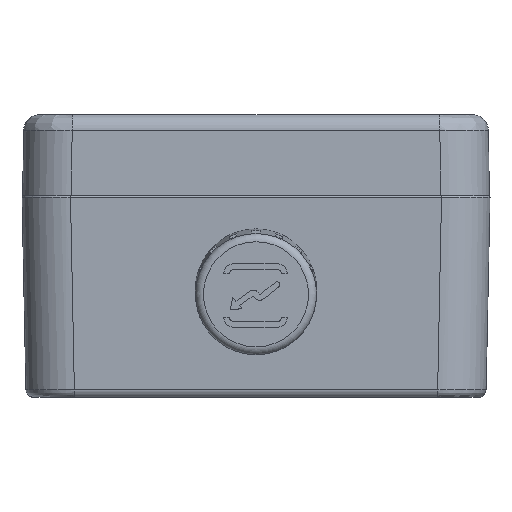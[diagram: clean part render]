
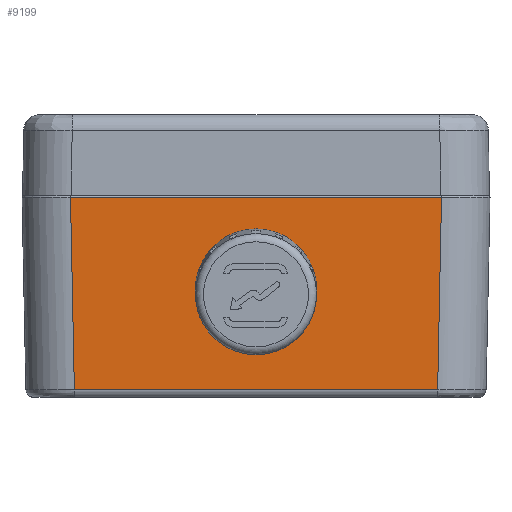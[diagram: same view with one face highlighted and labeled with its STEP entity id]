
A CAD part, front view. The second image highlights one B-rep face of the part: STEP entity #9199.
In plain terms, the highlighted planar face has unit normal (0, -1, -0.02).
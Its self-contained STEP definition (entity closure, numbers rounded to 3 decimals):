
#365=FACE_BOUND('',#1678,.T.);
#586=PLANE('',#10190);
#1097=FACE_OUTER_BOUND('',#1677,.T.);
#1677=EDGE_LOOP('',(#8355,#8356,#8357,#8358));
#1678=EDGE_LOOP('',(#8359));
#1989=CIRCLE('',#9812,4.);
#2711=LINE('',#16944,#3427);
#2741=LINE('',#17262,#3457);
#2751=LINE('',#17566,#3467);
#2956=LINE('',#19550,#3672);
#3427=VECTOR('',#11773,44.937);
#3457=VECTOR('',#11969,45.892);
#3467=VECTOR('',#12011,23.795);
#3672=VECTOR('',#12748,23.795);
#4206=VERTEX_POINT('',#16840);
#4215=VERTEX_POINT('',#16925);
#4219=VERTEX_POINT('',#16942);
#4278=VERTEX_POINT('',#17249);
#4282=VERTEX_POINT('',#17260);
#5327=EDGE_CURVE('',#4206,#4206,#1989,.T.);
#5344=EDGE_CURVE('',#4219,#4215,#2711,.T.);
#5431=EDGE_CURVE('',#4282,#4278,#2741,.T.);
#5451=EDGE_CURVE('',#4278,#4219,#2751,.T.);
#5796=EDGE_CURVE('',#4215,#4282,#2956,.T.);
#8355=ORIENTED_EDGE('',*,*,#5431,.F.);
#8356=ORIENTED_EDGE('',*,*,#5796,.F.);
#8357=ORIENTED_EDGE('',*,*,#5344,.F.);
#8358=ORIENTED_EDGE('',*,*,#5451,.F.);
#8359=ORIENTED_EDGE('',*,*,#5327,.T.);
#9199=ADVANCED_FACE('',(#1097,#365),#586,.T.);
#9812=AXIS2_PLACEMENT_3D('',#16841,#11742,#11743);
#10190=AXIS2_PLACEMENT_3D('',#19551,#12749,#12750);
#11742=DIRECTION('center_axis',(0.,1.,0.02));
#11743=DIRECTION('ref_axis',(1.,0.,0.));
#11773=DIRECTION('',(-1.,0.,0.));
#11969=DIRECTION('',(1.,0.,0.));
#12011=DIRECTION('',(-0.02,0.02,-1.));
#12748=DIRECTION('',(-0.02,-0.02,1.));
#12749=DIRECTION('center_axis',(0.,-1.,-0.02));
#12750=DIRECTION('ref_axis',(0.,0.02,-1.));
#16840=CARTESIAN_POINT('',(-4.,-31.716,-11.639));
#16841=CARTESIAN_POINT('Origin',(0.,-31.716,-11.639));
#16925=CARTESIAN_POINT('',(-22.469,-31.467,-24.04));
#16942=CARTESIAN_POINT('',(22.469,-31.467,-24.04));
#16944=CARTESIAN_POINT('',(22.469,-31.467,-24.04));
#17249=CARTESIAN_POINT('',(22.946,-31.945,-0.255));
#17260=CARTESIAN_POINT('',(-22.946,-31.945,-0.255));
#17262=CARTESIAN_POINT('',(-22.946,-31.945,-0.255));
#17566=CARTESIAN_POINT('',(22.946,-31.945,-0.255));
#19550=CARTESIAN_POINT('',(-22.469,-31.467,-24.04));
#19551=CARTESIAN_POINT('Origin',(-28.95,-31.95,0.));
